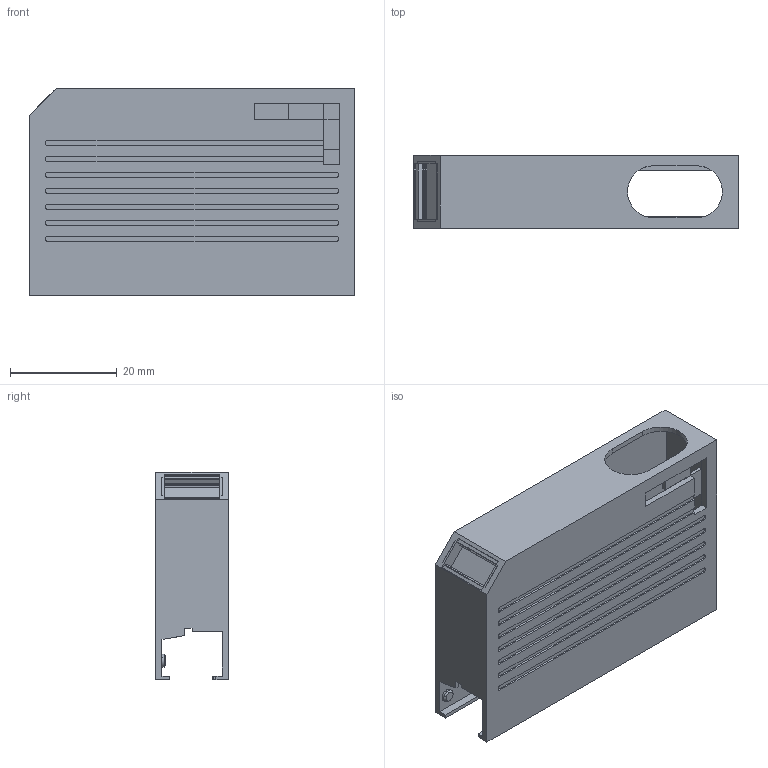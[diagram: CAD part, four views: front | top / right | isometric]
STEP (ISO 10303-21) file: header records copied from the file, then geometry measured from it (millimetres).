
FILE_DESCRIPTION(('CATIA V5 STEP Exchange','CAx-IF Rec.Pracs.--- Model Styling and Organization---1.2---2011-12-15'),'2;1');
FILE_NAME ('D1446406_0_1005410000_1005410000.stp','2018-09-14T14:13:16+00:00',('none'),('Weidmueller'),'CATIA Version 5-6 Release 2014','CATIA V5 STEP AP214','none');
FILE_SCHEMA(('AUTOMOTIVE_DESIGN { 1 0 10303 214 1 1 1 1 }'));
Length unit declared in the file: millimetre
Products named in the file (1): 1005410000
Bounding box: 60.96 x 13.7 x 39 mm (x, y, z)
Volume: 6446.2 mm3; surface area: 13073.6 mm2
Topology: 1 solids, 1 shells, 205 faces, 564 edges, 370 vertices
Faces by surface type: plane 165, cylinder 36, cone 4
Entity records: 6149 total; most frequent: ORIENTED_EDGE 1128, CARTESIAN_POINT 1089, DIRECTION 872, EDGE_CURVE 564, VECTOR 484, LINE 484, VERTEX_POINT 370, AXIS2_PLACEMENT_3D 235
